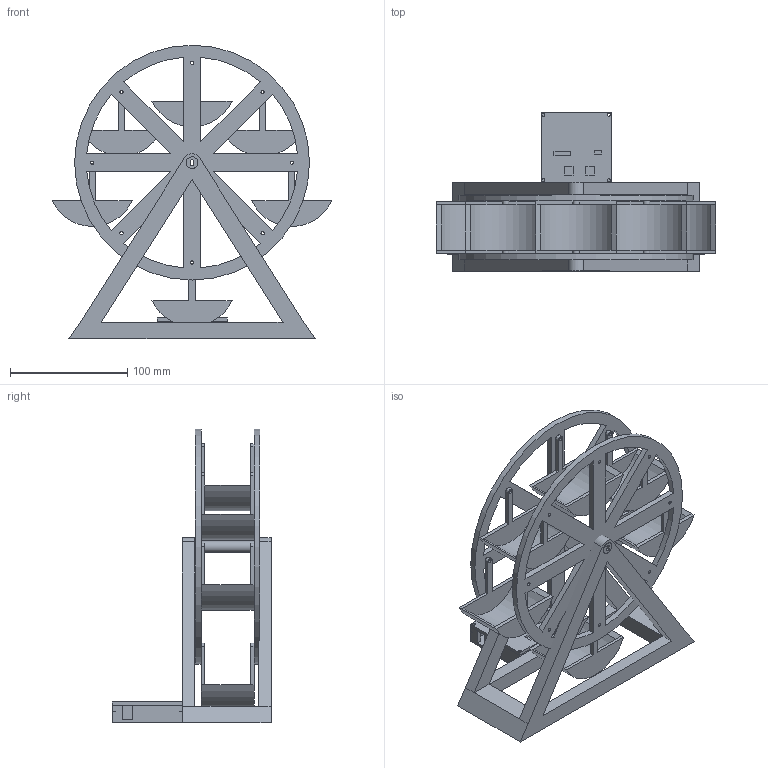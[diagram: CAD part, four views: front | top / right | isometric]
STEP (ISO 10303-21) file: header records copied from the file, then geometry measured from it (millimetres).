
FILE_DESCRIPTION(/* description */ ('STEP AP242','CAx-IF Rec.Pracs.---Representation and Presentation of Product Manufacturing Information (PMI)---4.0---2014-10-13','CAx-IF Rec.Pracs.---3D Tessellated Geometry---0.4---2014-09-14','2;1'),/* implementation_level */ '2;1');
FILE_NAME(/* name */ '689622dc76ac1f1e7d40a590',/* time_stamp */ '2025-08-08T16:16:28Z',/* author */ (''),/* organization */ (''),/* preprocessor_version */ 'ST-DEVELOPER v20',/* originating_system */ 'ONSHAPE BY PTC INC, 1.202',/* authorisation */ ' ');
FILE_SCHEMA (('AP242_MANAGED_MODEL_BASED_3D_ENGINEERING_MIM_LF { 1 0 10303 442 1 1 4 }'));
Length unit declared in the file: metre
Products named in the file (12): Part 12; ControlBase; ControlPanel; FerrisWheelBase1; Spinner; Part 5; Part 6; Part 7; Part 8; Part 9; Part 10; Part 11
Bounding box: 238.19 x 135.69 x 250 mm (x, y, z)
Volume: 472854.4 mm3; surface area: 245197.8 mm2
Topology: 12 solids, 12 shells, 273 faces, 707 edges, 458 vertices
Faces by surface type: plane 186, cylinder 87
Full cylindrical faces by diameter (mm): 2.8 x36, 10 x5, 200 x2
Entity records: 8611 total; most frequent: DIRECTION 1408, CARTESIAN_POINT 1407, ORIENTED_EDGE 1328, EDGE_CURVE 664, LINE 490, VECTOR 490, AXIS2_PLACEMENT_3D 459, VERTEX_POINT 458
